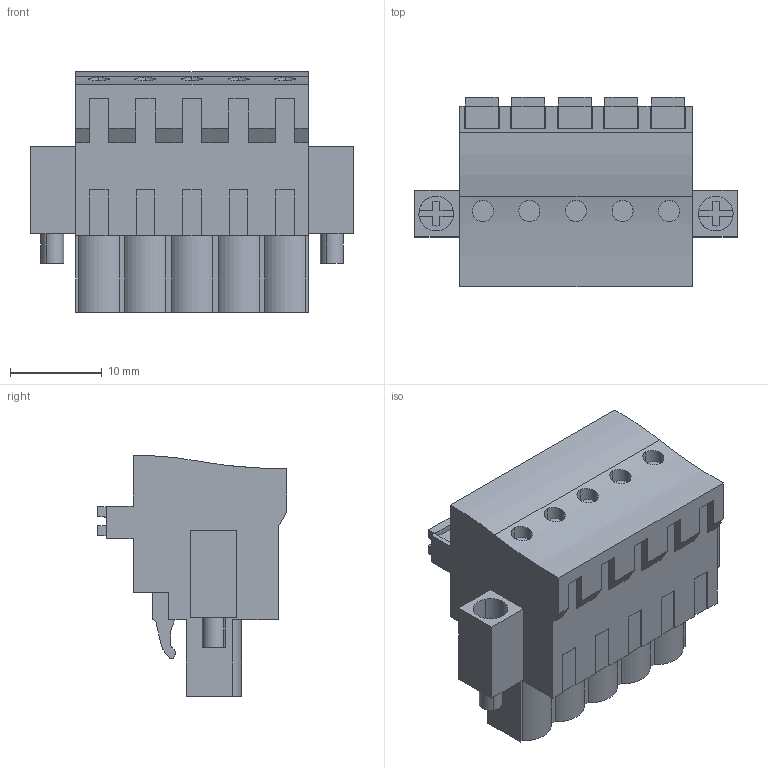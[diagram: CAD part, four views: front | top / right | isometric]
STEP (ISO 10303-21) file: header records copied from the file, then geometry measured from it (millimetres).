
FILE_DESCRIPTION(('CATIA V5 STEP Exchange','CAx-IF Rec.Pracs.--- Model Styling and Organization---1.2---2011-12-15'),'2;1');
FILE_NAME ('D1446312_0_1002120000_1002120000.stp','2017-09-09T13:46:56+00:00',('none'),('Weidmueller'),'CATIA Version 5-6 Release 2014','CATIA V5 STEP AP214','none');
FILE_SCHEMA(('AUTOMOTIVE_DESIGN { 1 0 10303 214 1 1 1 1 }'));
Length unit declared in the file: millimetre
Products named in the file (1): 1002120000
Bounding box: 35.2 x 20.64 x 26.24 mm (x, y, z)
Volume: 8195.7 mm3; surface area: 4440 mm2
Topology: 8 solids, 8 shells, 415 faces, 1164 edges, 791 vertices
Faces by surface type: plane 327, cylinder 80, extrusion 8
Entity records: 13529 total; most frequent: CARTESIAN_POINT 2742, ORIENTED_EDGE 2328, DIRECTION 1789, EDGE_CURVE 1164, VECTOR 982, LINE 974, VERTEX_POINT 791, AXIS2_PLACEMENT_3D 474
